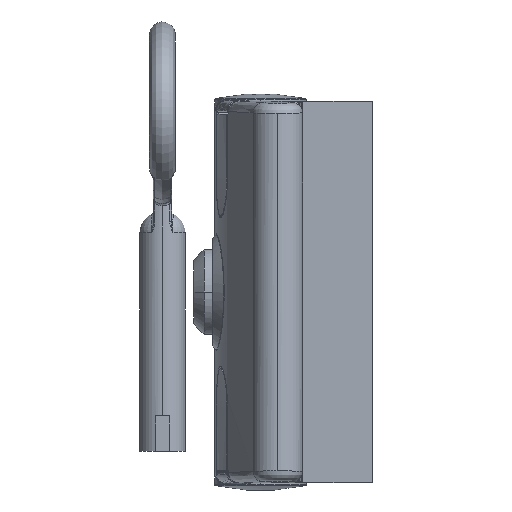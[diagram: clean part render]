
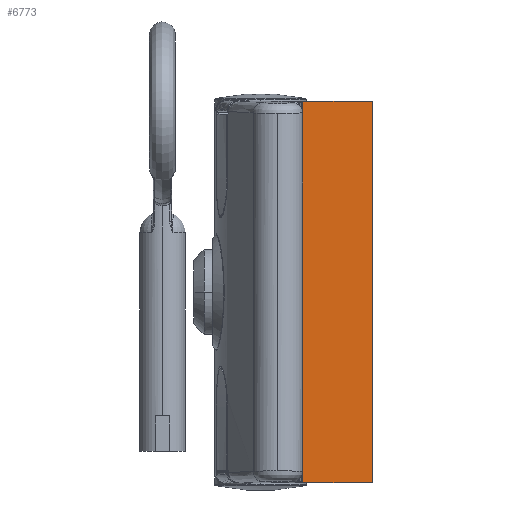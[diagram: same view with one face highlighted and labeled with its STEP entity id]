
A CAD part, left-side view. The second image highlights one B-rep face of the part: STEP entity #6773.
In plain terms, the highlighted planar face has unit normal (-1, 0, 0).
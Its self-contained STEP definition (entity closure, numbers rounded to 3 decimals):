
#6773=ADVANCED_FACE('NONE',(#15069),#15070,.F.);
#15069=FACE_OUTER_BOUND('',#37609,.T.);
#15070=PLANE('',#37610);
#37609=EDGE_LOOP('',(#74067,#74068,#74069,#74070,#74071,#74072,#74073,#74074));
#37610=AXIS2_PLACEMENT_3D('',#74075,#74076,#74077);
#74067=ORIENTED_EDGE('',*,*,#93367,.F.);
#74068=ORIENTED_EDGE('',*,*,#93368,.T.);
#74069=ORIENTED_EDGE('',*,*,#93369,.T.);
#74070=ORIENTED_EDGE('',*,*,#93370,.T.);
#74071=ORIENTED_EDGE('',*,*,#93371,.T.);
#74072=ORIENTED_EDGE('',*,*,#93372,.T.);
#74073=ORIENTED_EDGE('',*,*,#93359,.T.);
#74074=ORIENTED_EDGE('',*,*,#93373,.T.);
#74075=CARTESIAN_POINT('',(-27.5,10.0,37.5));
#74076=DIRECTION('',(1.0,0.,0.));
#74077=DIRECTION('',(0.,0.,-1.0));
#93359=EDGE_CURVE('NONE',#107030,#107028,#107031,.T.);
#93367=EDGE_CURVE('NONE',#107044,#107045,#107046,.T.);
#93368=EDGE_CURVE('NONE',#107044,#107047,#107048,.T.);
#93369=EDGE_CURVE('NONE',#107047,#107049,#107050,.T.);
#93370=EDGE_CURVE('NONE',#107049,#107051,#107052,.T.);
#93371=EDGE_CURVE('NONE',#107051,#107053,#107054,.T.);
#93372=EDGE_CURVE('NONE',#107053,#107030,#107055,.T.);
#93373=EDGE_CURVE('NONE',#107028,#107045,#107056,.T.);
#107028=VERTEX_POINT('NONE',#134355);
#107030=VERTEX_POINT('NONE',#134358);
#107031=LINE('',#134359,#134360);
#107044=VERTEX_POINT('NONE',#134376);
#107045=VERTEX_POINT('NONE',#134377);
#107046=LINE('',#134378,#134379);
#107047=VERTEX_POINT('NONE',#134380);
#107048=LINE('',#134381,#134382);
#107049=VERTEX_POINT('NONE',#134383);
#107050=LINE('',#134384,#134385);
#107051=VERTEX_POINT('NONE',#134386);
#107052=LINE('',#134387,#134388);
#107053=VERTEX_POINT('NONE',#134389);
#107054=LINE('',#134390,#134391);
#107055=LINE('',#134392,#134393);
#107056=LINE('',#134394,#134395);
#134355=CARTESIAN_POINT('',(-27.5,-22.0,-37.5));
#134358=CARTESIAN_POINT('',(-27.5,-8.3,-37.5));
#134359=CARTESIAN_POINT('',(-27.5,10.0,-37.5));
#134360=VECTOR('',#156587,1000.0);
#134376=CARTESIAN_POINT('',(-27.5,-8.3,37.5));
#134377=CARTESIAN_POINT('',(-27.5,-22.0,37.5));
#134378=CARTESIAN_POINT('',(-27.5,10.0,37.5));
#134379=VECTOR('',#156600,1000.0);
#134380=CARTESIAN_POINT('',(-27.5,-8.3,31.2));
#134381=CARTESIAN_POINT('',(-27.5,-8.3,31.5));
#134382=VECTOR('',#156601,1000.0);
#134383=CARTESIAN_POINT('',(-27.5,-0.6,31.2));
#134384=CARTESIAN_POINT('',(-27.5,10.0,31.2));
#134385=VECTOR('',#156602,1000.0);
#134386=CARTESIAN_POINT('',(-27.5,-0.6,-31.2));
#134387=CARTESIAN_POINT('',(-27.5,-0.6,-31.5));
#134388=VECTOR('',#156603,1000.0);
#134389=CARTESIAN_POINT('',(-27.5,-8.3,-31.2));
#134390=CARTESIAN_POINT('',(-27.5,10.0,-31.2));
#134391=VECTOR('',#156604,1000.0);
#134392=CARTESIAN_POINT('',(-27.5,-8.3,-37.5));
#134393=VECTOR('',#156605,1000.0);
#134394=CARTESIAN_POINT('',(-27.5,-22.0,37.5));
#134395=VECTOR('',#156606,1000.0);
#156587=DIRECTION('',(0.,-1.0,0.));
#156600=DIRECTION('',(0.,-1.0,0.));
#156601=DIRECTION('',(0.,0.,-1.0));
#156602=DIRECTION('',(0.,1.0,0.));
#156603=DIRECTION('',(0.,0.,-1.0));
#156604=DIRECTION('',(0.,-1.0,0.));
#156605=DIRECTION('',(0.,0.,-1.0));
#156606=DIRECTION('',(0.,0.,1.0));
